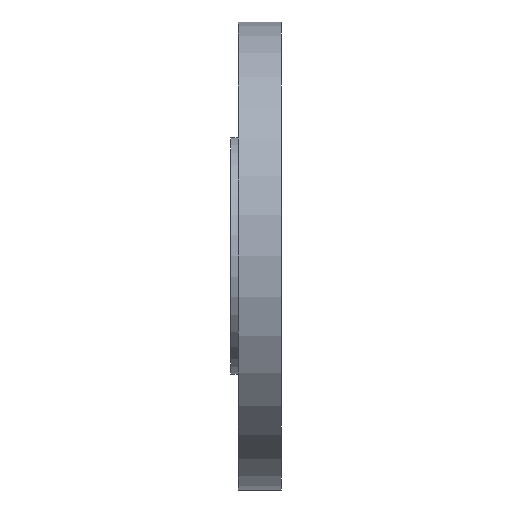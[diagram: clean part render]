
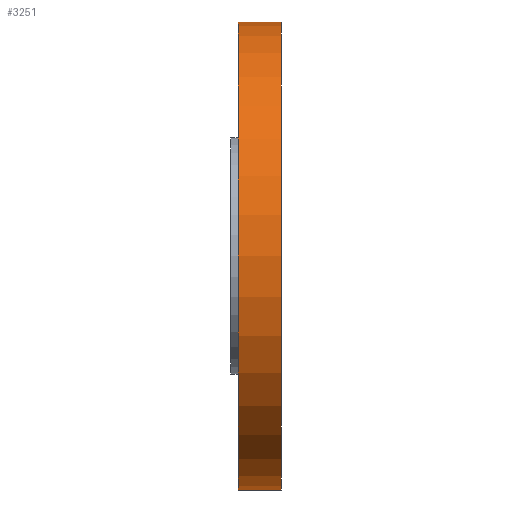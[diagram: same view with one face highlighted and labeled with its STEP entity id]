
A CAD part, left-side view. The second image highlights one B-rep face of the part: STEP entity #3251.
In plain terms, the highlighted cylindrical face has radius 32.6 mm (diameter 65.2 mm), a partial arc.
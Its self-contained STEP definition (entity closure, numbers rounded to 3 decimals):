
#3214 = VERTEX_POINT('',#3215);
#3215 = CARTESIAN_POINT('',(0.,6.,32.6));
#3216 = VERTEX_POINT('',#3217);
#3217 = CARTESIAN_POINT('',(0.,6.,-32.6));
#3224 = EDGE_CURVE('',#3214,#3225,#3227,.T.);
#3225 = VERTEX_POINT('',#3226);
#3226 = CARTESIAN_POINT('',(0.,0.,32.6));
#3227 = LINE('',#3228,#3229);
#3228 = CARTESIAN_POINT('',(0.,3.,32.6));
#3229 = VECTOR('',#3230,1.);
#3230 = DIRECTION('',(-0.,-1.,-0.));
#3233 = VERTEX_POINT('',#3234);
#3234 = CARTESIAN_POINT('',(0.,0.,-32.6));
#3241 = EDGE_CURVE('',#3216,#3233,#3242,.T.);
#3242 = LINE('',#3243,#3244);
#3243 = CARTESIAN_POINT('',(0.,3.,-32.6));
#3244 = VECTOR('',#3245,1.);
#3245 = DIRECTION('',(-0.,-1.,-0.));
#3251 = ADVANCED_FACE('',(#3252),#3270,.T.);
#3252 = FACE_BOUND('',#3253,.T.);
#3253 = EDGE_LOOP('',(#3254,#3255,#3262,#3263));
#3254 = ORIENTED_EDGE('',*,*,#3224,.F.);
#3255 = ORIENTED_EDGE('',*,*,#3256,.F.);
#3256 = EDGE_CURVE('',#3216,#3214,#3257,.T.);
#3257 = CIRCLE('',#3258,32.6);
#3258 = AXIS2_PLACEMENT_3D('',#3259,#3260,#3261);
#3259 = CARTESIAN_POINT('',(0.,6.,0.));
#3260 = DIRECTION('',(0.,1.,0.));
#3261 = DIRECTION('',(0.,-0.,1.));
#3262 = ORIENTED_EDGE('',*,*,#3241,.T.);
#3263 = ORIENTED_EDGE('',*,*,#3264,.T.);
#3264 = EDGE_CURVE('',#3233,#3225,#3265,.T.);
#3265 = CIRCLE('',#3266,32.6);
#3266 = AXIS2_PLACEMENT_3D('',#3267,#3268,#3269);
#3267 = CARTESIAN_POINT('',(0.,0.,0.));
#3268 = DIRECTION('',(0.,1.,0.));
#3269 = DIRECTION('',(0.,-0.,1.));
#3270 = CYLINDRICAL_SURFACE('',#3271,32.6);
#3271 = AXIS2_PLACEMENT_3D('',#3272,#3273,#3274);
#3272 = CARTESIAN_POINT('',(0.,3.,0.));
#3273 = DIRECTION('',(-0.,-1.,-0.));
#3274 = DIRECTION('',(0.,0.,-1.));
